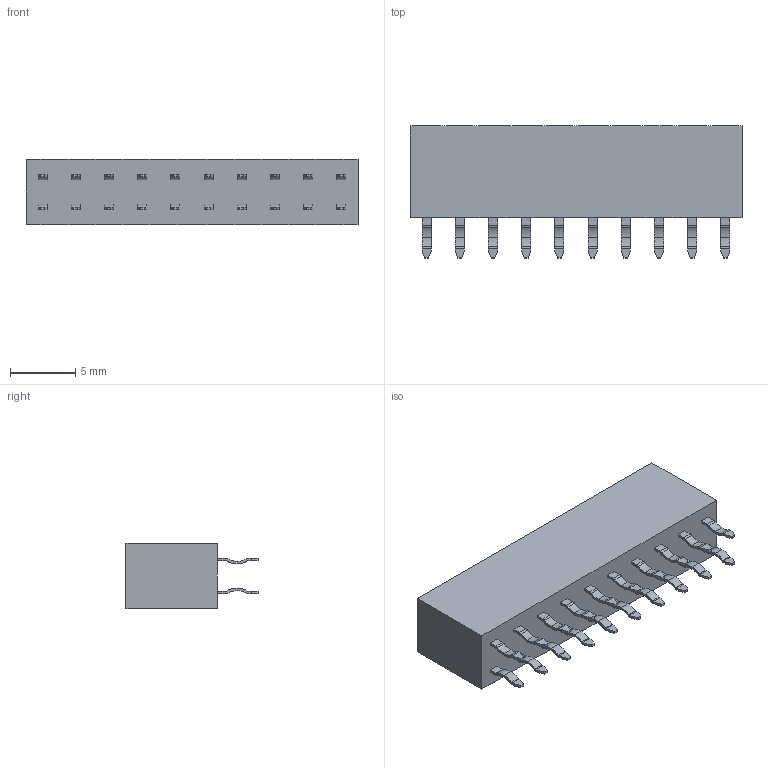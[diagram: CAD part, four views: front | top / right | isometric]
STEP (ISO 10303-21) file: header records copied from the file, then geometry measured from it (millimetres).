
FILE_DESCRIPTION( ('This file contains a STEP AP42 implementation' ,'as created by ZW3D STEP Interface translator.') ,'2;1' );
FILE_NAME( '2170T-2XXKXXDUNX1.stp' ,'23 419.16 445', (''), ('ZWCAD Software Co.'), 'Version 1.0', 'ZW3D to STEP translator', '' );
FILE_SCHEMA(('AUTOMOTIVE_DESIGN { 1 0 10303 214 1 1 1 1 }'));
Length unit declared in the file: millimetre
Products named in the file (2): 0; 2170T-220KXXDUNX1
Bounding box: 25.4 x 10.1 x 5 mm (x, y, z)
Surface area: 2398.4 mm2 (no closed solid volume)
Topology: 0 solids, 1 shells, 2635 faces, 7758 edges, 5026 vertices
Faces by surface type: plane 1675, cylinder 500, bspline 460
Entity records: 121927 total; most frequent: CARTESIAN_POINT 65384, ORIENTED_EDGE 16222, EDGE_CURVE 7757, B_SPLINE_CURVE_WITH_KNOTS 7573, VERTEX_POINT 5026, DIRECTION 4536, EDGE_LOOP 2696, FACE_OUTER_BOUND 2635
